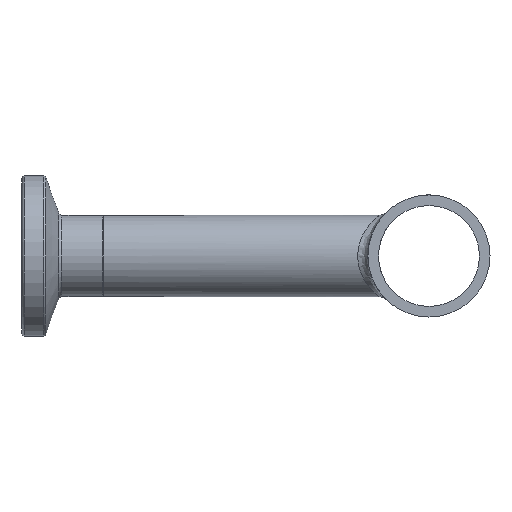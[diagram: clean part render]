
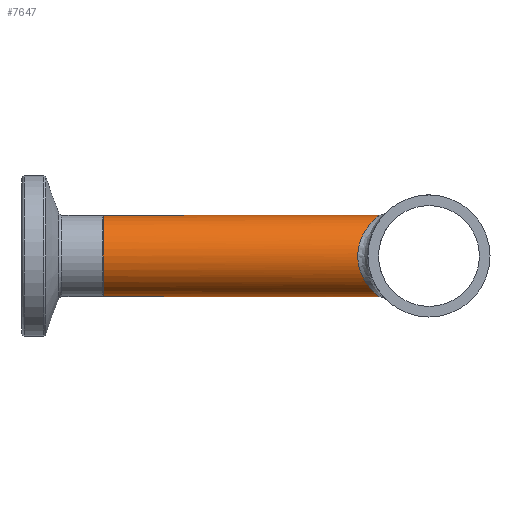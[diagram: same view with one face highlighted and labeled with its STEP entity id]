
A CAD part, left-side view. The second image highlights one B-rep face of the part: STEP entity #7647.
In plain terms, the highlighted cylindrical face has radius 6.35 mm (diameter 12.7 mm), a full revolution.
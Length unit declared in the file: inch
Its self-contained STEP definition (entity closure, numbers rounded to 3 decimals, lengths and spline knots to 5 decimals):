
#148=FACE_BOUND('',#1410,.T.);
#946=FACE_OUTER_BOUND('',#1409,.T.);
#1409=EDGE_LOOP('',(#7088));
#1410=EDGE_LOOP('',(#7089));
#2638=CIRCLE('',#8102,0.25);
#3018=B_SPLINE_CURVE_WITH_KNOTS('',3,(#16610,#16611,#16612,#16613,#16614,
#16615,#16616,#16617,#16618,#16619,#16620,#16621,#16622,#16623,#16624,#16625,
#16626,#16627,#16628,#16629,#16630,#16631,#16632,#16633,#16634),
 .UNSPECIFIED.,.T.,.F.,(4,3,1,1,1,1,1,1,1,1,1,1,1,1,1,1,1,1,1,1,4),(-0.00001,
0.,0.14237,0.28474,0.56948,0.85422,
0.99659,1.13896,1.4237,1.70844,1.89826,
2.08809,2.27791,2.65757,2.84739,2.98976,
3.13213,3.41687,3.70161,3.84398,3.98634),
 .UNSPECIFIED.);
#3754=VERTEX_POINT('',#16496);
#3755=VERTEX_POINT('',#16608);
#4873=EDGE_CURVE('',#3754,#3754,#2638,.T.);
#4875=EDGE_CURVE('',#3755,#3755,#3018,.T.);
#7088=ORIENTED_EDGE('',*,*,#4873,.T.);
#7089=ORIENTED_EDGE('',*,*,#4875,.F.);
#7172=CYLINDRICAL_SURFACE('',#8104,0.25);
#7647=ADVANCED_FACE('',(#946,#148),#7172,.T.);
#8102=AXIS2_PLACEMENT_3D('',#16497,#9537,#9538);
#8104=AXIS2_PLACEMENT_3D('',#16635,#9541,#9542);
#9537=DIRECTION('center_axis',(0.,-1.,0.));
#9538=DIRECTION('ref_axis',(-1.,0.,0.));
#9541=DIRECTION('center_axis',(0.,-1.,0.));
#9542=DIRECTION('ref_axis',(-1.,0.,0.));
#16496=CARTESIAN_POINT('',(0.25,2.,0.));
#16497=CARTESIAN_POINT('Origin',(0.,2.,0.));
#16608=CARTESIAN_POINT('',(0.,0.30619,-0.25));
#16610=CARTESIAN_POINT('Ctrl Pts',(0.,0.30617,
-0.25));
#16611=CARTESIAN_POINT('Ctrl Pts',(0.,0.30617,
-0.25));
#16612=CARTESIAN_POINT('Ctrl Pts',(0.,0.30617,
-0.25));
#16613=CARTESIAN_POINT('Ctrl Pts',(0.,0.30617,
-0.25));
#16614=CARTESIAN_POINT('Ctrl Pts',(0.01949,0.30618,-0.25));
#16615=CARTESIAN_POINT('Ctrl Pts',(0.05845,0.31227,
-0.24538));
#16616=CARTESIAN_POINT('Ctrl Pts',(0.12874,0.34231,
-0.21959));
#16617=CARTESIAN_POINT('Ctrl Pts',(0.19965,0.39336,
-0.16328));
#16618=CARTESIAN_POINT('Ctrl Pts',(0.24306,0.43127,
-0.07813));
#16619=CARTESIAN_POINT('Ctrl Pts',(0.25232,0.43957,
0.00002));
#16620=CARTESIAN_POINT('Ctrl Pts',(0.24307,0.4313,
0.07811));
#16621=CARTESIAN_POINT('Ctrl Pts',(0.19962,0.39328,
0.16331));
#16622=CARTESIAN_POINT('Ctrl Pts',(0.12408,0.33904,0.2233));
#16623=CARTESIAN_POINT('Ctrl Pts',(0.0401,0.30506,
0.25099));
#16624=CARTESIAN_POINT('Ctrl Pts',(-0.04016,0.30511,
0.2509));
#16625=CARTESIAN_POINT('Ctrl Pts',(-0.13586,0.34393,
0.21949));
#16626=CARTESIAN_POINT('Ctrl Pts',(-0.208,0.401,
0.15336));
#16627=CARTESIAN_POINT('Ctrl Pts',(-0.24467,0.43262,
0.065));
#16628=CARTESIAN_POINT('Ctrl Pts',(-0.2523,0.43959,
0.00003));
#16629=CARTESIAN_POINT('Ctrl Pts',(-0.24307,0.43127,
-0.07812));
#16630=CARTESIAN_POINT('Ctrl Pts',(-0.19964,0.39335,
-0.16331));
#16631=CARTESIAN_POINT('Ctrl Pts',(-0.12874,0.34231,
-0.21959));
#16632=CARTESIAN_POINT('Ctrl Pts',(-0.05847,0.31225,
-0.24538));
#16633=CARTESIAN_POINT('Ctrl Pts',(-0.01948,0.30617,
-0.25));
#16634=CARTESIAN_POINT('Ctrl Pts',(0.,0.30617,
-0.25));
#16635=CARTESIAN_POINT('Origin',(0.,2.,0.));
